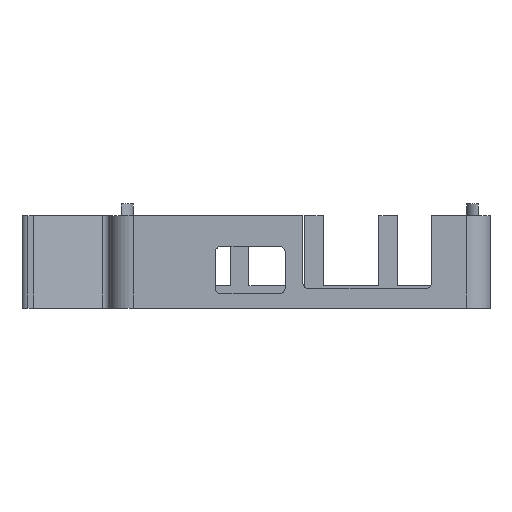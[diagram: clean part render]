
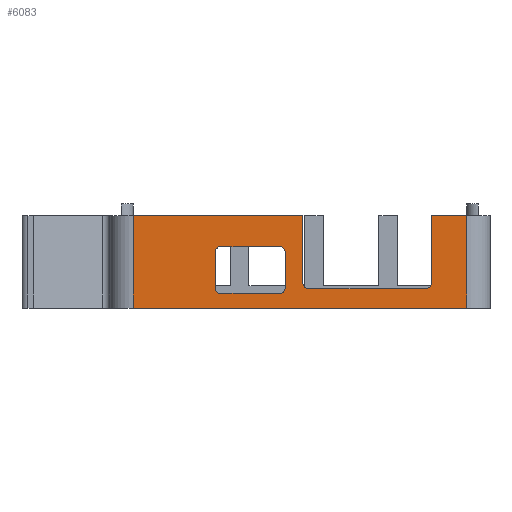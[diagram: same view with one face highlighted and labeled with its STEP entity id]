
A CAD part, left-side view. The second image highlights one B-rep face of the part: STEP entity #6083.
In plain terms, the highlighted planar face has unit normal (-1, 0, 0).
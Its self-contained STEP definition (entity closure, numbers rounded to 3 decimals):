
#1929=AXIS2_PLACEMENT_3D('Circle Axis2P3D',#1927,#1928,$) ;
#1991=AXIS2_PLACEMENT_3D('Circle Axis2P3D',#1989,#1990,$) ;
#2053=AXIS2_PLACEMENT_3D('Circle Axis2P3D',#2051,#2052,$) ;
#2115=AXIS2_PLACEMENT_3D('Circle Axis2P3D',#2113,#2114,$) ;
#5974=AXIS2_PLACEMENT_3D('Circle Axis2P3D',#5972,#5973,$) ;
#6040=AXIS2_PLACEMENT_3D('Plane Axis2P3D',#6037,#6038,#6039) ;
#6044=AXIS2_PLACEMENT_3D('Circle Axis2P3D',#6042,#6043,$) ;
#157=CARTESIAN_POINT('Line Origine',(-9.,1.,15.8)) ;
#161=CARTESIAN_POINT('Vertex',(-9.,4.,15.8)) ;
#163=CARTESIAN_POINT('Vertex',(-9.,-2.,15.8)) ;
#1259=CARTESIAN_POINT('Line Origine',(-9.,-2.,7.9)) ;
#1263=CARTESIAN_POINT('Vertex',(-9.,-2.,0.)) ;
#1910=CARTESIAN_POINT('Vertex',(-9.,29.,3.5)) ;
#1924=CARTESIAN_POINT('Vertex',(-9.,30.,2.5)) ;
#1927=CARTESIAN_POINT('Axis2P3D Location',(-9.,30.,3.5)) ;
#1955=CARTESIAN_POINT('Vertex',(-9.,40.,2.5)) ;
#1958=CARTESIAN_POINT('Line Origine',(-9.,35.,2.5)) ;
#1986=CARTESIAN_POINT('Vertex',(-9.,41.,3.5)) ;
#1989=CARTESIAN_POINT('Axis2P3D Location',(-9.,40.,3.5)) ;
#2006=CARTESIAN_POINT('Line Origine',(-9.,41.,6.5)) ;
#2010=CARTESIAN_POINT('Vertex',(-9.,41.,9.5)) ;
#2048=CARTESIAN_POINT('Vertex',(-9.,40.,10.5)) ;
#2051=CARTESIAN_POINT('Axis2P3D Location',(-9.,40.,9.5)) ;
#2074=CARTESIAN_POINT('Vertex',(-9.,30.,10.5)) ;
#2077=CARTESIAN_POINT('Line Origine',(-9.,35.,10.5)) ;
#2110=CARTESIAN_POINT('Vertex',(-9.,29.,9.5)) ;
#2113=CARTESIAN_POINT('Axis2P3D Location',(-9.,30.,9.5)) ;
#2130=CARTESIAN_POINT('Line Origine',(-9.,29.,6.5)) ;
#2280=CARTESIAN_POINT('Vertex',(-9.,55.,15.8)) ;
#2287=CARTESIAN_POINT('Vertex',(-9.,55.,0.)) ;
#2290=CARTESIAN_POINT('Line Origine',(-9.,55.,7.9)) ;
#5730=CARTESIAN_POINT('Line Origine',(-9.,26.5,0.)) ;
#5819=CARTESIAN_POINT('Line Origine',(-9.,40.5,15.8)) ;
#5823=CARTESIAN_POINT('Vertex',(-9.,26.,15.8)) ;
#5934=CARTESIAN_POINT('Line Origine',(-9.,26.,10.05)) ;
#5938=CARTESIAN_POINT('Vertex',(-9.,26.,4.3)) ;
#5964=CARTESIAN_POINT('Vertex',(-9.,25.,3.3)) ;
#5972=CARTESIAN_POINT('Axis2P3D Location',(-9.,25.,4.3)) ;
#6037=CARTESIAN_POINT('Axis2P3D Location',(-9.,59.,0.)) ;
#6042=CARTESIAN_POINT('Axis2P3D Location',(-9.,5.,4.3)) ;
#6046=CARTESIAN_POINT('Vertex',(-9.,4.,4.3)) ;
#6048=CARTESIAN_POINT('Vertex',(-9.,5.,3.3)) ;
#6051=CARTESIAN_POINT('Line Origine',(-9.,15.,3.3)) ;
#6056=CARTESIAN_POINT('Line Origine',(-9.,4.,10.05)) ;
#158=DIRECTION('Vector Direction',(0.,-1.,0.)) ;
#1260=DIRECTION('Vector Direction',(0.,0.,1.)) ;
#1928=DIRECTION('Axis2P3D Direction',(1.,0.,0.)) ;
#1959=DIRECTION('Vector Direction',(0.,1.,0.)) ;
#1990=DIRECTION('Axis2P3D Direction',(1.,0.,0.)) ;
#2007=DIRECTION('Vector Direction',(0.,0.,-1.)) ;
#2052=DIRECTION('Axis2P3D Direction',(1.,0.,0.)) ;
#2078=DIRECTION('Vector Direction',(0.,-1.,0.)) ;
#2114=DIRECTION('Axis2P3D Direction',(1.,0.,-0.)) ;
#2131=DIRECTION('Vector Direction',(0.,0.,1.)) ;
#2291=DIRECTION('Vector Direction',(0.,0.,1.)) ;
#5731=DIRECTION('Vector Direction',(0.,-1.,0.)) ;
#5820=DIRECTION('Vector Direction',(0.,-1.,0.)) ;
#5935=DIRECTION('Vector Direction',(0.,0.,-1.)) ;
#5973=DIRECTION('Axis2P3D Direction',(1.,0.,0.)) ;
#6038=DIRECTION('Axis2P3D Direction',(-1.,0.,0.)) ;
#6039=DIRECTION('Axis2P3D XDirection',(0.,-1.,0.)) ;
#6043=DIRECTION('Axis2P3D Direction',(-1.,0.,0.)) ;
#6052=DIRECTION('Vector Direction',(0.,1.,0.)) ;
#6057=DIRECTION('Vector Direction',(0.,0.,1.)) ;
#159=VECTOR('Line Direction',#158,1.) ;
#1261=VECTOR('Line Direction',#1260,1.) ;
#1960=VECTOR('Line Direction',#1959,1.) ;
#2008=VECTOR('Line Direction',#2007,1.) ;
#2079=VECTOR('Line Direction',#2078,1.) ;
#2132=VECTOR('Line Direction',#2131,1.) ;
#2292=VECTOR('Line Direction',#2291,1.) ;
#5732=VECTOR('Line Direction',#5731,1.) ;
#5821=VECTOR('Line Direction',#5820,1.) ;
#5936=VECTOR('Line Direction',#5935,1.) ;
#6053=VECTOR('Line Direction',#6052,1.) ;
#6058=VECTOR('Line Direction',#6057,1.) ;
#6061=EDGE_LOOP('',(#6062,#6063,#6064,#6065,#6066,#6067,#6068,#6069,#6070,#6071)) ;
#6073=EDGE_LOOP('',(#6074,#6075,#6076,#6077,#6078,#6079,#6080,#6081)) ;
#6062=ORIENTED_EDGE('',*,*,#6050,.T.) ;
#6063=ORIENTED_EDGE('',*,*,#6055,.F.) ;
#6064=ORIENTED_EDGE('',*,*,#5976,.T.) ;
#6065=ORIENTED_EDGE('',*,*,#5940,.F.) ;
#6066=ORIENTED_EDGE('',*,*,#5825,.F.) ;
#6067=ORIENTED_EDGE('',*,*,#2294,.F.) ;
#6068=ORIENTED_EDGE('',*,*,#5734,.T.) ;
#6069=ORIENTED_EDGE('',*,*,#1265,.T.) ;
#6070=ORIENTED_EDGE('',*,*,#165,.F.) ;
#6071=ORIENTED_EDGE('',*,*,#6060,.F.) ;
#6074=ORIENTED_EDGE('',*,*,#1931,.T.) ;
#6075=ORIENTED_EDGE('',*,*,#1962,.F.) ;
#6076=ORIENTED_EDGE('',*,*,#1993,.T.) ;
#6077=ORIENTED_EDGE('',*,*,#2012,.F.) ;
#6078=ORIENTED_EDGE('',*,*,#2055,.T.) ;
#6079=ORIENTED_EDGE('',*,*,#2081,.F.) ;
#6080=ORIENTED_EDGE('',*,*,#2117,.T.) ;
#6081=ORIENTED_EDGE('',*,*,#2134,.F.) ;
#165=EDGE_CURVE('',#162,#164,#160,.T.) ;
#1265=EDGE_CURVE('',#1264,#164,#1262,.T.) ;
#1931=EDGE_CURVE('',#1911,#1925,#1930,.T.) ;
#1962=EDGE_CURVE('',#1956,#1925,#1961,.F.) ;
#1993=EDGE_CURVE('',#1956,#1987,#1992,.T.) ;
#2012=EDGE_CURVE('',#2011,#1987,#2009,.T.) ;
#2055=EDGE_CURVE('',#2011,#2049,#2054,.T.) ;
#2081=EDGE_CURVE('',#2075,#2049,#2080,.F.) ;
#2117=EDGE_CURVE('',#2075,#2111,#2116,.T.) ;
#2134=EDGE_CURVE('',#1911,#2111,#2133,.T.) ;
#2294=EDGE_CURVE('',#2288,#2281,#2293,.T.) ;
#5734=EDGE_CURVE('',#2288,#1264,#5733,.T.) ;
#5825=EDGE_CURVE('',#2281,#5824,#5822,.T.) ;
#5940=EDGE_CURVE('',#5824,#5939,#5937,.T.) ;
#5976=EDGE_CURVE('',#5965,#5939,#5975,.T.) ;
#6050=EDGE_CURVE('',#6047,#6049,#6045,.F.) ;
#6055=EDGE_CURVE('',#5965,#6049,#6054,.F.) ;
#6060=EDGE_CURVE('',#6047,#162,#6059,.T.) ;
#6082=FACE_BOUND('',#6073,.T.) ;
#162=VERTEX_POINT('',#161) ;
#164=VERTEX_POINT('',#163) ;
#1264=VERTEX_POINT('',#1263) ;
#1911=VERTEX_POINT('',#1910) ;
#1925=VERTEX_POINT('',#1924) ;
#1956=VERTEX_POINT('',#1955) ;
#1987=VERTEX_POINT('',#1986) ;
#2011=VERTEX_POINT('',#2010) ;
#2049=VERTEX_POINT('',#2048) ;
#2075=VERTEX_POINT('',#2074) ;
#2111=VERTEX_POINT('',#2110) ;
#2281=VERTEX_POINT('',#2280) ;
#2288=VERTEX_POINT('',#2287) ;
#5824=VERTEX_POINT('',#5823) ;
#5939=VERTEX_POINT('',#5938) ;
#5965=VERTEX_POINT('',#5964) ;
#6047=VERTEX_POINT('',#6046) ;
#6049=VERTEX_POINT('',#6048) ;
#160=LINE('Line',#157,#159) ;
#1262=LINE('Line',#1259,#1261) ;
#1961=LINE('Line',#1958,#1960) ;
#2009=LINE('Line',#2006,#2008) ;
#2080=LINE('Line',#2077,#2079) ;
#2133=LINE('Line',#2130,#2132) ;
#2293=LINE('Line',#2290,#2292) ;
#5733=LINE('Line',#5730,#5732) ;
#5822=LINE('Line',#5819,#5821) ;
#5937=LINE('Line',#5934,#5936) ;
#6054=LINE('Line',#6051,#6053) ;
#6059=LINE('Line',#6056,#6058) ;
#6041=PLANE('',#6040) ;
#1930=CIRCLE('generated circle',#1929,1.) ;
#1992=CIRCLE('generated circle',#1991,1.) ;
#2054=CIRCLE('generated circle',#2053,1.) ;
#2116=CIRCLE('generated circle',#2115,1.) ;
#5975=CIRCLE('generated circle',#5974,1.) ;
#6045=CIRCLE('generated circle',#6044,1.) ;
#6072=FACE_OUTER_BOUND('',#6061,.T.) ;
#6083=ADVANCED_FACE('Corps principal',(#6072,#6082),#6041,.T.) ;
